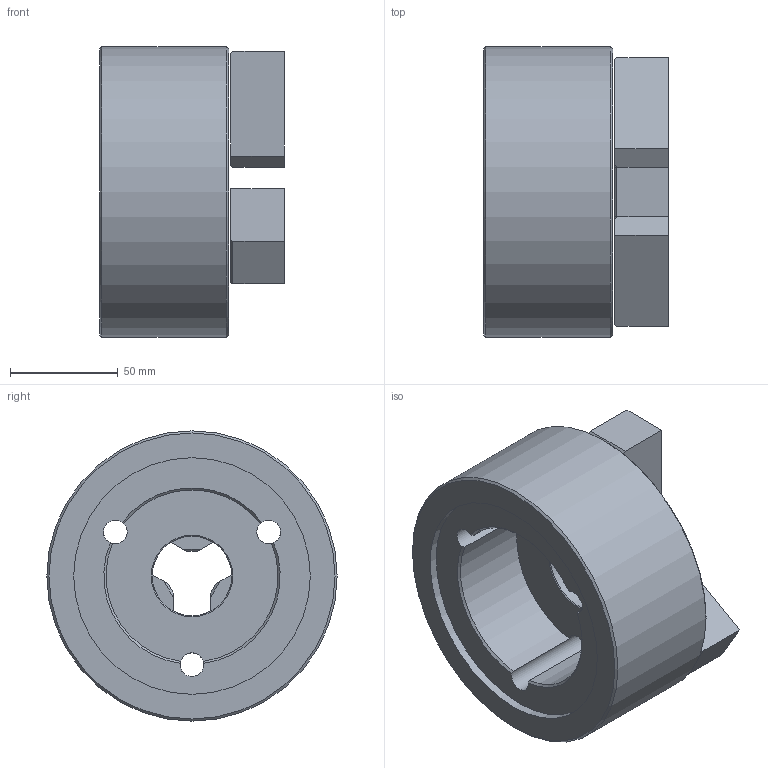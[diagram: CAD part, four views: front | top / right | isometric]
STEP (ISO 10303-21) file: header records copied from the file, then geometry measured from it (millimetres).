
FILE_DESCRIPTION(/* description */ ('Unknown'),/* implementation_level */ '2;1');
FILE_NAME(/* name */ 'B205-Solid',/* time_stamp */ '2018-08-20T11:18:00+01:00',/* author */ ('Unknown'),/* organization */ ('Unknown'),/* preprocessor_version */ 'ST-DEVELOPER v16.7',/* originating_system */ 'DEX',/* authorisation */ $);
FILE_SCHEMA (('AUTOMOTIVE_DESIGN {1 0 10303 214 3 1 1}'));
Length unit declared in the file: millimetre
Products named in the file (1): B205-Solid
Bounding box: 86 x 135 x 135 mm (x, y, z)
Volume: 661389.3 mm3; surface area: 91038.3 mm2
Topology: 4 solids, 4 shells, 183 faces, 429 edges, 280 vertices
Faces by surface type: plane 108, cone 31, cylinder 28, bspline 16
Full cylindrical faces by diameter (mm): 3.242 x3, 8.5 x6, 11 x3, 13.5 x6, 17 x3, 37 x1, 56 x1, 110 x1, 135 x1
Entity records: 6972 total; most frequent: CARTESIAN_POINT 2175, DIRECTION 760, ORIENTED_EDGE 736, EDGE_CURVE 368, AXIS2_PLACEMENT_3D 268, VERTEX_POINT 265, FACE_BOUND 263, EDGE_LOOP 260
